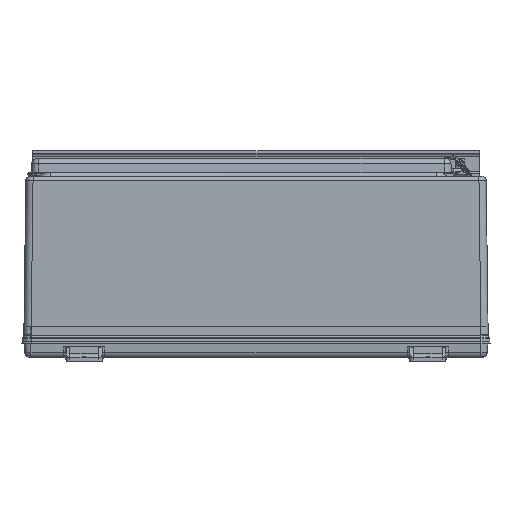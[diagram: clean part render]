
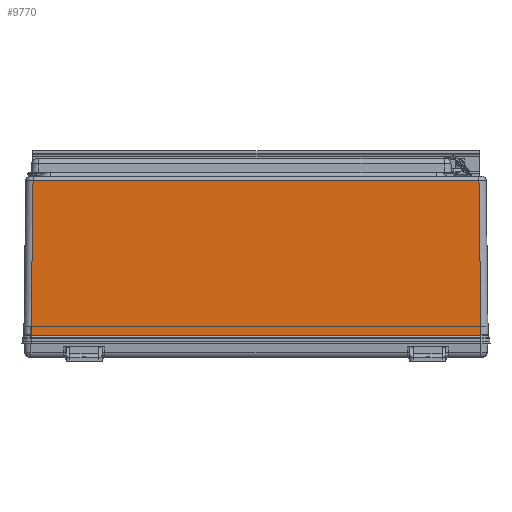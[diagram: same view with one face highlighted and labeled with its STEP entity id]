
A CAD part, front view. The second image highlights one B-rep face of the part: STEP entity #9770.
In plain terms, the highlighted planar face has unit normal (0, -1, 0.013).
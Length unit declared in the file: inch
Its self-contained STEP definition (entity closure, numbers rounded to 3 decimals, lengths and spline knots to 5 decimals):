
#99 = VERTEX_POINT ( 'NONE', #16594 ) ;
#2330 = DIRECTION ( 'NONE',  ( 0., -1., 0.013 ) ) ;
#5274 = EDGE_CURVE ( 'NONE', #65833, #62852, #38896, .T. ) ;
#5671 = EDGE_CURVE ( 'NONE', #46823, #62852, #18392, .T. ) ;
#6459 = CARTESIAN_POINT ( 'NONE',  ( -15.62156, -18.44977, -0.00911 ) ) ;
#7801 = ORIENTED_EDGE ( 'NONE', *, *, #5274, .F. ) ;
#9770 = ADVANCED_FACE ( 'NONE', ( #80196 ), #47199, .T. ) ;
#11504 = DIRECTION ( 'NONE',  ( -1., 0., 0. ) ) ;
#12412 = VECTOR ( 'NONE', #62008, 39.37008 ) ;
#13371 = CARTESIAN_POINT ( 'NONE',  ( -15.48388, -18.31194, 10.72424 ) ) ;
#14682 = AXIS2_PLACEMENT_3D ( 'NONE', #78477, #2330, #59149 ) ;
#15483 = LINE ( 'NONE', #79648, #47182 ) ;
#16594 = CARTESIAN_POINT ( 'NONE',  ( 15.48388, -18.31194, 10.72424 ) ) ;
#18392 = LINE ( 'NONE', #36065, #12412 ) ;
#19486 = ORIENTED_EDGE ( 'NONE', *, *, #5671, .T. ) ;
#23936 = CARTESIAN_POINT ( 'NONE',  ( -15.62158, -18.44965, 0. ) ) ;
#24831 = CARTESIAN_POINT ( 'NONE',  ( 15.62156, -18.44977, -0.00911 ) ) ;
#31828 = CARTESIAN_POINT ( 'NONE',  ( -15.48388, -18.31194, 10.72424 ) ) ;
#32848 = CARTESIAN_POINT ( 'NONE',  ( 15.61902, -18.44707, 0.20053 ) ) ;
#33418 = VECTOR ( 'NONE', #64174, 39.37008 ) ;
#35670 = ORIENTED_EDGE ( 'NONE', *, *, #59777, .T. ) ;
#36065 = CARTESIAN_POINT ( 'NONE',  ( -16.12155, -18.44977, -0.00911 ) ) ;
#38609 = ORIENTED_EDGE ( 'NONE', *, *, #48933, .T. ) ;
#38896 = LINE ( 'NONE', #72436, #72534 ) ;
#42933 = ORIENTED_EDGE ( 'NONE', *, *, #47102, .F. ) ;
#46637 = EDGE_CURVE ( 'NONE', #46823, #74528, #15483, .T. ) ;
#46823 = VERTEX_POINT ( 'NONE', #6459 ) ;
#47102 = EDGE_CURVE ( 'NONE', #99, #65833, #53926, .T. ) ;
#47182 = VECTOR ( 'NONE', #67187, 39.37008 ) ;
#47199 = PLANE ( 'NONE',  #14682 ) ;
#47453 = ORIENTED_EDGE ( 'NONE', *, *, #46637, .F. ) ;
#48925 = CARTESIAN_POINT ( 'NONE',  ( 15.62158, -18.44965, 0. ) ) ;
#48933 = EDGE_CURVE ( 'NONE', #78188, #74528, #71074, .T. ) ;
#49648 = LINE ( 'NONE', #80775, #79335 ) ;
#51019 = VECTOR ( 'NONE', #64381, 39.37008 ) ;
#53045 = DIRECTION ( 'NONE',  ( 0., -0.013, -1. ) ) ;
#53926 = LINE ( 'NONE', #32848, #51019 ) ;
#59149 = DIRECTION ( 'NONE',  ( 0., -0.013, -1. ) ) ;
#59777 = EDGE_CURVE ( 'NONE', #99, #78188, #49648, .T. ) ;
#62008 = DIRECTION ( 'NONE',  ( 1., 0., 0. ) ) ;
#62852 = VERTEX_POINT ( 'NONE', #24831 ) ;
#64174 = DIRECTION ( 'NONE',  ( -0.013, -0.013, -1. ) ) ;
#64381 = DIRECTION ( 'NONE',  ( 0.013, -0.013, -1. ) ) ;
#65833 = VERTEX_POINT ( 'NONE', #48925 ) ;
#67187 = DIRECTION ( 'NONE',  ( 0., 0.013, 1. ) ) ;
#71074 = LINE ( 'NONE', #31828, #33418 ) ;
#71161 = EDGE_LOOP ( 'NONE', ( #38609, #47453, #19486, #7801, #42933, #35670 ) ) ;
#72436 = CARTESIAN_POINT ( 'NONE',  ( 15.62156, -18.44971, -0.00455 ) ) ;
#72534 = VECTOR ( 'NONE', #53045, 39.37008 ) ;
#74528 = VERTEX_POINT ( 'NONE', #23936 ) ;
#78188 = VERTEX_POINT ( 'NONE', #13371 ) ;
#78477 = CARTESIAN_POINT ( 'NONE',  ( -16.12155, -18.44965, 0. ) ) ;
#79335 = VECTOR ( 'NONE', #11504, 39.37008 ) ;
#79648 = CARTESIAN_POINT ( 'NONE',  ( -15.62156, -18.44971, -0.00455 ) ) ;
#80196 = FACE_OUTER_BOUND ( 'NONE', #71161, .T. ) ;
#80775 = CARTESIAN_POINT ( 'NONE',  ( -16.12155, -18.31194, 10.72424 ) ) ;
